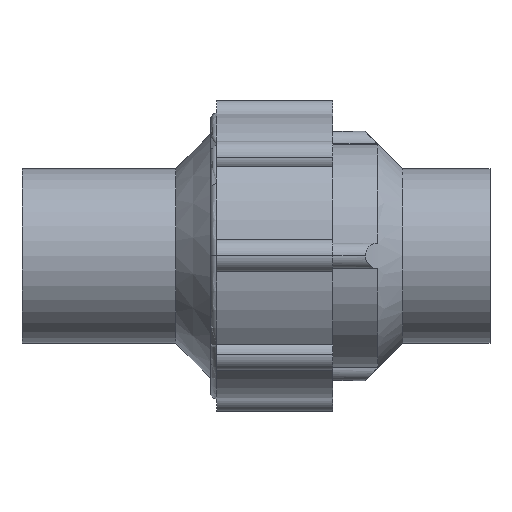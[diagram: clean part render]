
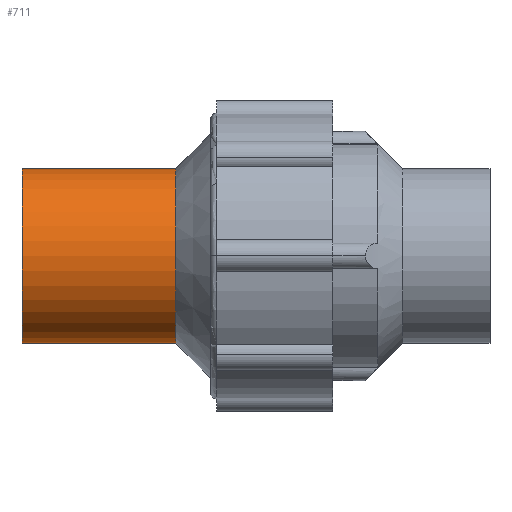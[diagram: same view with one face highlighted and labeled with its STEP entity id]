
A CAD part, top view. The second image highlights one B-rep face of the part: STEP entity #711.
In plain terms, the highlighted cylindrical face has radius 25 mm (diameter 50 mm), a partial arc.
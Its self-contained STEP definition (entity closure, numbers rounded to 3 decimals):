
#345 = EDGE_CURVE( '', #899, #597, #968, .T. );
#437 = EDGE_CURVE( '', #899, #815, #1071, .T. );
#597 = VERTEX_POINT( '', #1254 );
#711 = ADVANCED_FACE( '', ( #1383 ), #1384, .T. );
#747 = EDGE_CURVE( '', #895, #815, #1423, .T. );
#815 = VERTEX_POINT( '', #1495 );
#895 = VERTEX_POINT( '', #1580 );
#899 = VERTEX_POINT( '', #1585 );
#907 = EDGE_CURVE( '', #597, #895, #1593, .T. );
#968 = LINE( '', #1651, #1652 );
#1071 = CIRCLE( '', #1781, 25. );
#1254 = CARTESIAN_POINT( '', ( 44., -25., 0. ) );
#1383 = FACE_OUTER_BOUND( '', #2232, .T. );
#1384 = CYLINDRICAL_SURFACE( '', #2233, 25. );
#1423 = LINE( '', #2323, #2324 );
#1495 = CARTESIAN_POINT( '', ( 0., 25., 0. ) );
#1580 = CARTESIAN_POINT( '', ( 44., 25., 0. ) );
#1585 = CARTESIAN_POINT( '', ( 0., -25., 0. ) );
#1593 = CIRCLE( '', #2749, 25. );
#1651 = CARTESIAN_POINT( '', ( 22., -25., 0. ) );
#1652 = VECTOR( '', #2905, 1. );
#1781 = AXIS2_PLACEMENT_3D( '', #3049, #3050, #3051 );
#2232 = EDGE_LOOP( '', ( #3478, #3479, #3480, #3481 ) );
#2233 = AXIS2_PLACEMENT_3D( '', #3482, #3483, #3484 );
#2323 = CARTESIAN_POINT( '', ( 22., 25., 0. ) );
#2324 = VECTOR( '', #3520, 1. );
#2749 = AXIS2_PLACEMENT_3D( '', #3726, #3727, #3728 );
#2905 = DIRECTION( '', ( 1., 0., 0. ) );
#3049 = CARTESIAN_POINT( '', ( 0., 0., 0. ) );
#3050 = DIRECTION( '', ( -1., 0., 0. ) );
#3051 = DIRECTION( '', ( 0., 1., 0. ) );
#3478 = ORIENTED_EDGE( '', *, *, #747, .T. );
#3479 = ORIENTED_EDGE( '', *, *, #437, .F. );
#3480 = ORIENTED_EDGE( '', *, *, #345, .T. );
#3481 = ORIENTED_EDGE( '', *, *, #907, .T. );
#3482 = CARTESIAN_POINT( '', ( 22., 0., 0. ) );
#3483 = DIRECTION( '', ( 1., 0., 0. ) );
#3484 = DIRECTION( '', ( 0., 1., 0. ) );
#3520 = DIRECTION( '', ( -1., 0., 0. ) );
#3726 = CARTESIAN_POINT( '', ( 44., 0., 0. ) );
#3727 = DIRECTION( '', ( -1., 0., 0. ) );
#3728 = DIRECTION( '', ( 0., 1., 0. ) );
